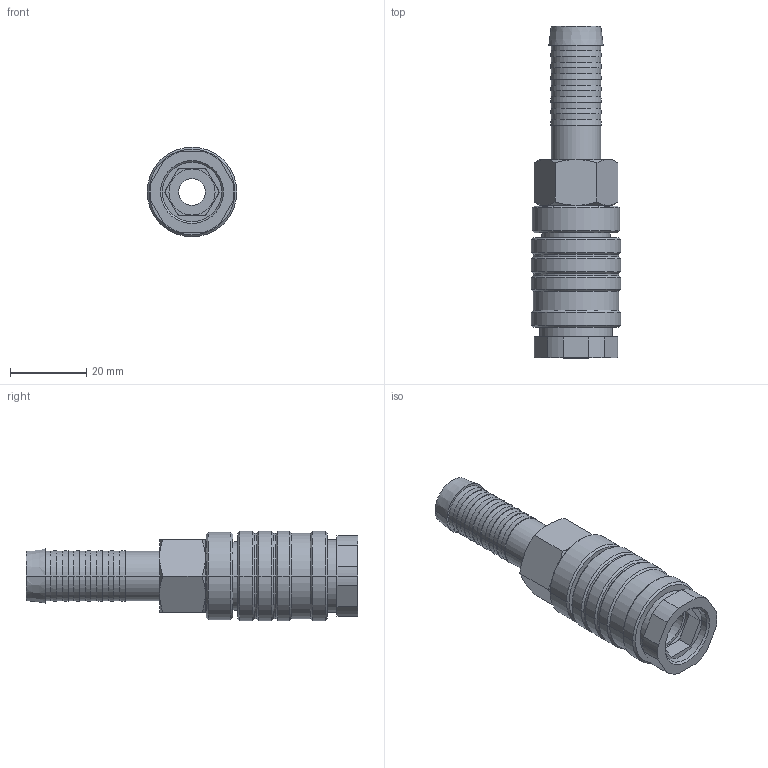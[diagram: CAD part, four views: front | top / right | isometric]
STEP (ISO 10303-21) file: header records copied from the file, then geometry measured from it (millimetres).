
FILE_DESCRIPTION(('STEP AP214'),'1');
FILE_NAME('esik_13_t.stp','2020-03-05T09:14:47',('TraceParts'),('TraceParts S.A.'),'Spatial InterOp 3D',' ',' ');
FILE_SCHEMA(('automotive_design'));
Length unit declared in the file: millimetre
Products named in the file (1): 1
Bounding box: 23.5 x 87 x 23.5 mm (x, y, z)
Volume: 18778.5 mm3; surface area: 8918.5 mm2
Topology: 1 solids, 1 shells, 158 faces, 338 edges, 200 vertices
Faces by surface type: cone 54, cylinder 54, plane 50
Entity records: 5546 total; most frequent: DIRECTION 796, CARTESIAN_POINT 793, ORIENTED_EDGE 676, EDGE_CURVE 338, AXIS2_PLACEMENT_3D 323, VERTEX_POINT 200, EDGE_LOOP 178, CIRCLE 164
